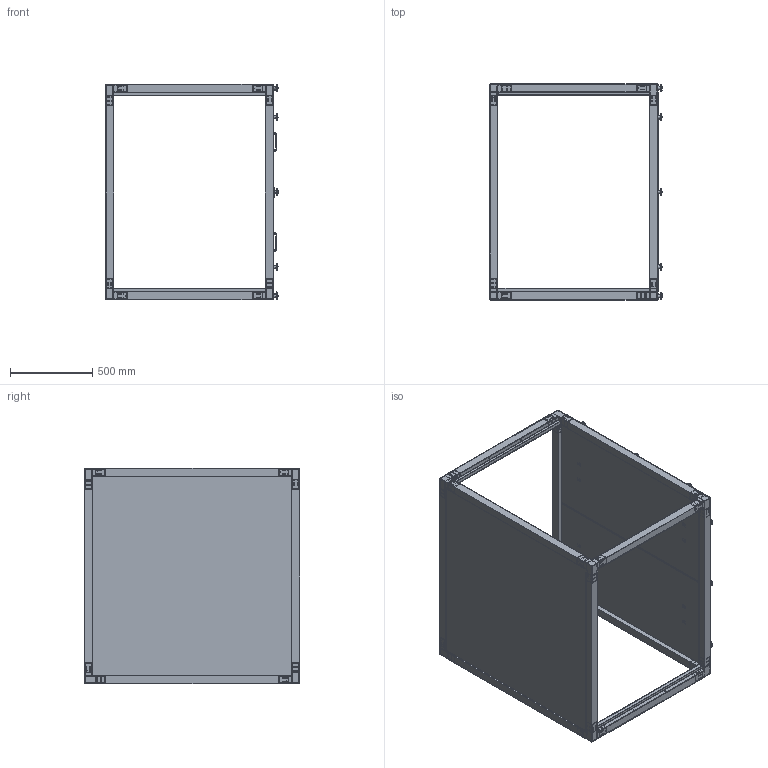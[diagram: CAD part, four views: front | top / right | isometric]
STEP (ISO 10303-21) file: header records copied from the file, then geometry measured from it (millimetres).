
FILE_DESCRIPTION (( 'STEP AP203' ), '1' );
FILE_NAME ('850111_LG-15-G1-1310.STEP', '2022-06-03T08:58:15', ( '' ), ( '' ), 'SwSTEP 2.0', 'SolidWorks 2019', '' );
FILE_SCHEMA (( 'CONFIG_CONTROL_DESIGN' ));
Products named in the file (1): 850111_LG-15-G1-1310
Bounding box: 1048 x 1310 x 1310 mm (x, y, z)
Volume: 12706809 mm3; surface area: 14441106.5 mm2
Topology: 48 solids, 48 shells, 4202 faces, 10782 edges, 6724 vertices
Faces by surface type: plane 2088, cylinder 1398, cone 344, torus 220, bspline 120, sphere 32
Entity records: 137213 total; most frequent: CARTESIAN_POINT 34693, ORIENTED_EDGE 21548, DIRECTION 21116, EDGE_CURVE 10774, AXIS2_PLACEMENT_3D 7087, LINE 6942, VECTOR 6942, VERTEX_POINT 6724
